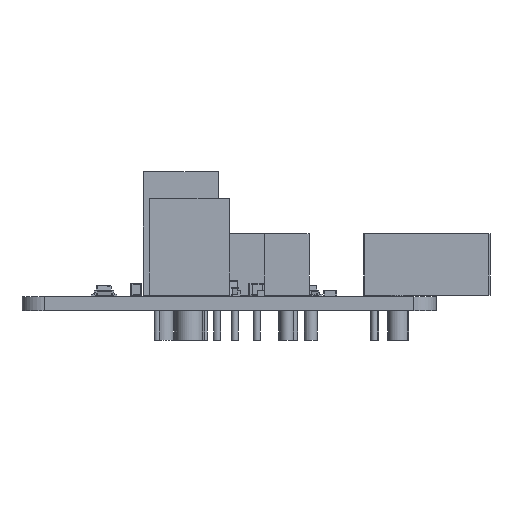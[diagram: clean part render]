
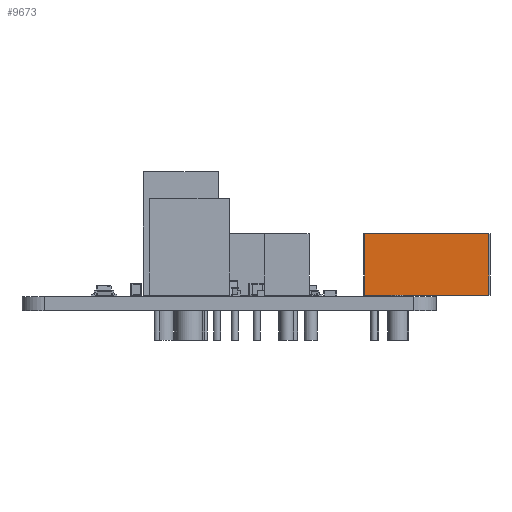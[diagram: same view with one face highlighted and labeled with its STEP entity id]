
A CAD part, left-side view. The second image highlights one B-rep face of the part: STEP entity #9673.
In plain terms, the highlighted planar face has unit normal (-1, 0, 0).
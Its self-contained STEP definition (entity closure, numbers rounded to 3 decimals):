
#9410 = EDGE_CURVE('',#9411,#9413,#9415,.T.);
#9411 = VERTEX_POINT('',#9412);
#9412 = CARTESIAN_POINT('',(-6.55,6.75,0.1));
#9413 = VERTEX_POINT('',#9414);
#9414 = CARTESIAN_POINT('',(-6.55,6.75,7.1));
#9415 = SURFACE_CURVE('',#9416,(#9420,#9432),.PCURVE_S1.);
#9416 = LINE('',#9417,#9418);
#9417 = CARTESIAN_POINT('',(-6.55,6.75,0.1));
#9418 = VECTOR('',#9419,1.);
#9419 = DIRECTION('',(0.,0.,1.));
#9420 = PCURVE('',#9421,#9426);
#9421 = PLANE('',#9422);
#9422 = AXIS2_PLACEMENT_3D('',#9423,#9424,#9425);
#9423 = CARTESIAN_POINT('',(-6.55,6.75,0.1));
#9424 = DIRECTION('',(0.,1.,0.));
#9425 = DIRECTION('',(1.,0.,0.));
#9426 = DEFINITIONAL_REPRESENTATION('',(#9427),#9431);
#9427 = LINE('',#9428,#9429);
#9428 = CARTESIAN_POINT('',(0.,0.));
#9429 = VECTOR('',#9430,1.);
#9430 = DIRECTION('',(0.,-1.));
#9431 = ( GEOMETRIC_REPRESENTATION_CONTEXT(2) 
PARAMETRIC_REPRESENTATION_CONTEXT() REPRESENTATION_CONTEXT('2D SPACE',''
  ) );
#9432 = PCURVE('',#9433,#9438);
#9433 = PLANE('',#9434);
#9434 = AXIS2_PLACEMENT_3D('',#9435,#9436,#9437);
#9435 = CARTESIAN_POINT('',(-6.55,-7.35,0.1));
#9436 = DIRECTION('',(-1.,0.,0.));
#9437 = DIRECTION('',(0.,1.,0.));
#9438 = DEFINITIONAL_REPRESENTATION('',(#9439),#9443);
#9439 = LINE('',#9440,#9441);
#9440 = CARTESIAN_POINT('',(14.1,0.));
#9441 = VECTOR('',#9442,1.);
#9442 = DIRECTION('',(0.,-1.));
#9443 = ( GEOMETRIC_REPRESENTATION_CONTEXT(2) 
PARAMETRIC_REPRESENTATION_CONTEXT() REPRESENTATION_CONTEXT('2D SPACE',''
  ) );
#9461 = PLANE('',#9462);
#9462 = AXIS2_PLACEMENT_3D('',#9463,#9464,#9465);
#9463 = CARTESIAN_POINT('',(0.,-0.3,7.1));
#9464 = DIRECTION('',(0.,0.,-1.));
#9465 = DIRECTION('',(-1.,0.,0.));
#9515 = PLANE('',#9516);
#9516 = AXIS2_PLACEMENT_3D('',#9517,#9518,#9519);
#9517 = CARTESIAN_POINT('',(0.,-0.3,0.1));
#9518 = DIRECTION('',(0.,0.,-1.));
#9519 = DIRECTION('',(-1.,0.,0.));
#9570 = PLANE('',#9571);
#9571 = AXIS2_PLACEMENT_3D('',#9572,#9573,#9574);
#9572 = CARTESIAN_POINT('',(6.55,-7.35,0.1));
#9573 = DIRECTION('',(0.,-1.,0.));
#9574 = DIRECTION('',(-1.,0.,0.));
#9608 = VERTEX_POINT('',#9609);
#9609 = CARTESIAN_POINT('',(-6.55,-7.35,7.1));
#9630 = EDGE_CURVE('',#9631,#9608,#9633,.T.);
#9631 = VERTEX_POINT('',#9632);
#9632 = CARTESIAN_POINT('',(-6.55,-7.35,0.1));
#9633 = SURFACE_CURVE('',#9634,(#9638,#9645),.PCURVE_S1.);
#9634 = LINE('',#9635,#9636);
#9635 = CARTESIAN_POINT('',(-6.55,-7.35,0.1));
#9636 = VECTOR('',#9637,1.);
#9637 = DIRECTION('',(0.,0.,1.));
#9638 = PCURVE('',#9570,#9639);
#9639 = DEFINITIONAL_REPRESENTATION('',(#9640),#9644);
#9640 = LINE('',#9641,#9642);
#9641 = CARTESIAN_POINT('',(13.1,0.));
#9642 = VECTOR('',#9643,1.);
#9643 = DIRECTION('',(0.,-1.));
#9644 = ( GEOMETRIC_REPRESENTATION_CONTEXT(2) 
PARAMETRIC_REPRESENTATION_CONTEXT() REPRESENTATION_CONTEXT('2D SPACE',''
  ) );
#9645 = PCURVE('',#9433,#9646);
#9646 = DEFINITIONAL_REPRESENTATION('',(#9647),#9651);
#9647 = LINE('',#9648,#9649);
#9648 = CARTESIAN_POINT('',(0.,0.));
#9649 = VECTOR('',#9650,1.);
#9650 = DIRECTION('',(0.,-1.));
#9651 = ( GEOMETRIC_REPRESENTATION_CONTEXT(2) 
PARAMETRIC_REPRESENTATION_CONTEXT() REPRESENTATION_CONTEXT('2D SPACE',''
  ) );
#9673 = ADVANCED_FACE('',(#9674),#9433,.T.);
#9674 = FACE_BOUND('',#9675,.T.);
#9675 = EDGE_LOOP('',(#9676,#9677,#9698,#9699));
#9676 = ORIENTED_EDGE('',*,*,#9630,.T.);
#9677 = ORIENTED_EDGE('',*,*,#9678,.T.);
#9678 = EDGE_CURVE('',#9608,#9413,#9679,.T.);
#9679 = SURFACE_CURVE('',#9680,(#9684,#9691),.PCURVE_S1.);
#9680 = LINE('',#9681,#9682);
#9681 = CARTESIAN_POINT('',(-6.55,-7.35,7.1));
#9682 = VECTOR('',#9683,1.);
#9683 = DIRECTION('',(0.,1.,0.));
#9684 = PCURVE('',#9433,#9685);
#9685 = DEFINITIONAL_REPRESENTATION('',(#9686),#9690);
#9686 = LINE('',#9687,#9688);
#9687 = CARTESIAN_POINT('',(0.,-7.));
#9688 = VECTOR('',#9689,1.);
#9689 = DIRECTION('',(1.,0.));
#9690 = ( GEOMETRIC_REPRESENTATION_CONTEXT(2) 
PARAMETRIC_REPRESENTATION_CONTEXT() REPRESENTATION_CONTEXT('2D SPACE',''
  ) );
#9691 = PCURVE('',#9461,#9692);
#9692 = DEFINITIONAL_REPRESENTATION('',(#9693),#9697);
#9693 = LINE('',#9694,#9695);
#9694 = CARTESIAN_POINT('',(6.55,-7.05));
#9695 = VECTOR('',#9696,1.);
#9696 = DIRECTION('',(0.,1.));
#9697 = ( GEOMETRIC_REPRESENTATION_CONTEXT(2) 
PARAMETRIC_REPRESENTATION_CONTEXT() REPRESENTATION_CONTEXT('2D SPACE',''
  ) );
#9698 = ORIENTED_EDGE('',*,*,#9410,.F.);
#9699 = ORIENTED_EDGE('',*,*,#9700,.F.);
#9700 = EDGE_CURVE('',#9631,#9411,#9701,.T.);
#9701 = SURFACE_CURVE('',#9702,(#9706,#9713),.PCURVE_S1.);
#9702 = LINE('',#9703,#9704);
#9703 = CARTESIAN_POINT('',(-6.55,-7.35,0.1));
#9704 = VECTOR('',#9705,1.);
#9705 = DIRECTION('',(0.,1.,0.));
#9706 = PCURVE('',#9433,#9707);
#9707 = DEFINITIONAL_REPRESENTATION('',(#9708),#9712);
#9708 = LINE('',#9709,#9710);
#9709 = CARTESIAN_POINT('',(0.,0.));
#9710 = VECTOR('',#9711,1.);
#9711 = DIRECTION('',(1.,0.));
#9712 = ( GEOMETRIC_REPRESENTATION_CONTEXT(2) 
PARAMETRIC_REPRESENTATION_CONTEXT() REPRESENTATION_CONTEXT('2D SPACE',''
  ) );
#9713 = PCURVE('',#9515,#9714);
#9714 = DEFINITIONAL_REPRESENTATION('',(#9715),#9719);
#9715 = LINE('',#9716,#9717);
#9716 = CARTESIAN_POINT('',(6.55,-7.05));
#9717 = VECTOR('',#9718,1.);
#9718 = DIRECTION('',(0.,1.));
#9719 = ( GEOMETRIC_REPRESENTATION_CONTEXT(2) 
PARAMETRIC_REPRESENTATION_CONTEXT() REPRESENTATION_CONTEXT('2D SPACE',''
  ) );
